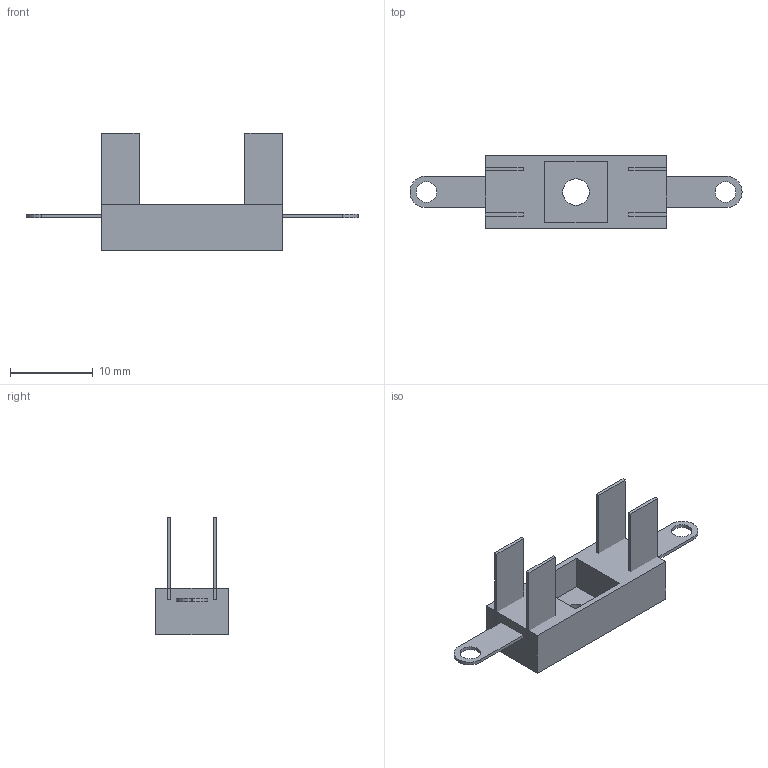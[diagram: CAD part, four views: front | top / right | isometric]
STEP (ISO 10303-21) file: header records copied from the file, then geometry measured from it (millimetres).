
FILE_DESCRIPTION(('Open CASCADE Model'),'2;1');
FILE_NAME('Open CASCADE Shape Model','2025-01-03T12:13:51',('Author'),( 'Open CASCADE'),'Open CASCADE STEP processor 7.7','Open CASCADE 7.7' ,'Unknown');
FILE_SCHEMA(('AUTOMOTIVE_DESIGN { 1 0 10303 214 1 1 1 1 }'));
Length unit declared in the file: millimetre
Products named in the file (7): FH-P20H; body; body_part; pin_l; pin_l_part; pin_r; pin_r_part
Assembly tree (6 placements, depth 3):
  FH-P20H
    body
      body_part
    pin_l
      pin_l_part
    pin_r
      pin_r_part
Bounding box: 40.2 x 8.8 x 14.2 mm (x, y, z)
Volume: 946.8 mm3; surface area: 1486.3 mm2
Topology: 7 solids, 7 shells, 54 faces, 117 edges, 78 vertices
Faces by surface type: plane 47, cylinder 7
Full cylindrical faces by diameter (mm): 2.5 x2, 3.2 x1
Entity records: 3172 total; most frequent: CARTESIAN_POINT 538, DIRECTION 479, LINE 323, VECTOR 323, ORIENTED_EDGE 234, PCURVE 234, DEFINITIONAL_REPRESENTATION 234, EDGE_CURVE 117
